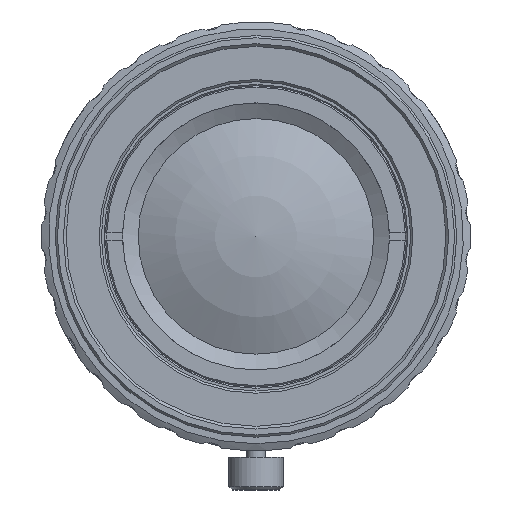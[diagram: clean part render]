
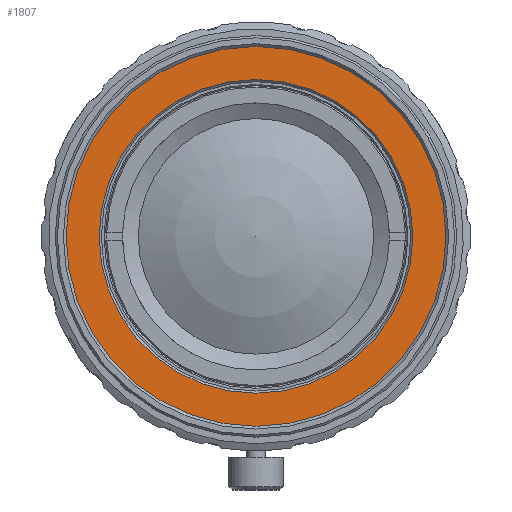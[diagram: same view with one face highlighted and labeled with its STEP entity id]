
A CAD part, front view. The second image highlights one B-rep face of the part: STEP entity #1807.
In plain terms, the highlighted conical face has half-angle 89.998 degrees and reference radius 14.448 mm.
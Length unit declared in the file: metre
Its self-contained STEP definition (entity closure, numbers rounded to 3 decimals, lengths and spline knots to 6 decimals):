
#1807=ADVANCED_FACE('NONE',(#3985,#3986),#3987,.F.);
#3985=FACE_OUTER_BOUND('',#6642,.T.);
#3986=FACE_BOUND('',#6643,.T.);
#3987=CONICAL_SURFACE('',#6644,0.014448,1.571);
#6642=EDGE_LOOP('',(#11815));
#6643=EDGE_LOOP('',(#11816));
#6644=AXIS2_PLACEMENT_3D('',#11817,#11818,#11819);
#11815=ORIENTED_EDGE('',*,*,#15861,.T.);
#11816=ORIENTED_EDGE('',*,*,#15862,.F.);
#11817=CARTESIAN_POINT('',(0.,-0.064079,0.000002));
#11818=DIRECTION('',(0.,-1.,0.));
#11819=DIRECTION('',(0.0,0.,-1.));
#15861=EDGE_CURVE('NONE',#19394,#19394,#19395,.T.);
#15862=EDGE_CURVE('NONE',#19396,#19396,#19397,.T.);
#19394=VERTEX_POINT('',#28206);
#19395=CIRCLE('',#28207,0.017748);
#19396=VERTEX_POINT('',#28208);
#19397=CIRCLE('',#28209,0.014448);
#28206=CARTESIAN_POINT('',(0.,-0.06408,-0.017747));
#28207=AXIS2_PLACEMENT_3D('',#31851,#31852,#31853);
#28208=CARTESIAN_POINT('',(0.,-0.06408,-0.014447));
#28209=AXIS2_PLACEMENT_3D('',#31854,#31855,#31856);
#31851=CARTESIAN_POINT('',(0.,-0.064079,0.000002));
#31852=DIRECTION('',(0.,-1.,0.));
#31853=DIRECTION('',(0.0,0.,-1.));
#31854=CARTESIAN_POINT('',(0.,-0.064079,0.000002));
#31855=DIRECTION('',(0.,-1.,0.));
#31856=DIRECTION('',(0.0,0.,-1.));
